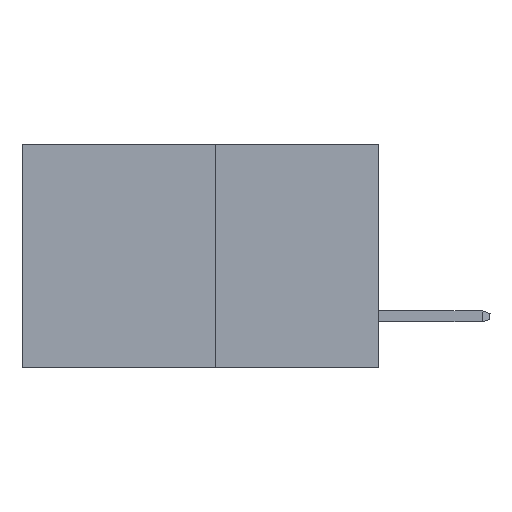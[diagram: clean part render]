
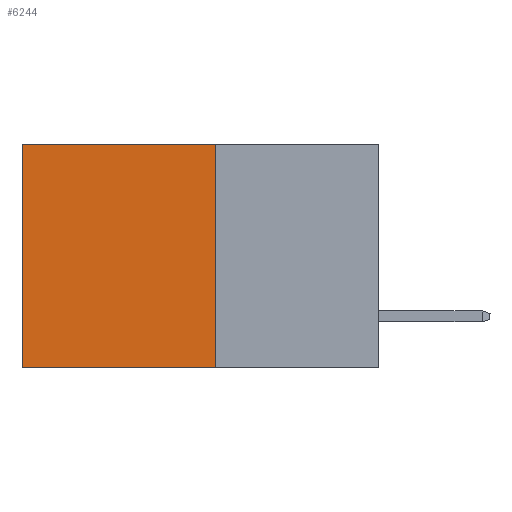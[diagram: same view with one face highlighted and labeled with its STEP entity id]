
A CAD part, left-side view. The second image highlights one B-rep face of the part: STEP entity #6244.
In plain terms, the highlighted planar face has unit normal (-1, 0, 0).
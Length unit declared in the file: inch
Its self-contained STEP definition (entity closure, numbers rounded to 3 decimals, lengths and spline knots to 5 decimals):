
#1339 = VECTOR ( 'NONE', #9773, 39.37008 ) ;
#1441 = CARTESIAN_POINT ( 'NONE',  ( 0.277, 0.27, -0.37 ) ) ;
#1447 = FACE_OUTER_BOUND ( 'NONE', #14547, .T. ) ;
#1926 = ORIENTED_EDGE ( 'NONE', *, *, #7638, .T. ) ;
#2449 = VECTOR ( 'NONE', #15331, 39.37008 ) ;
#2534 = VERTEX_POINT ( 'NONE', #11515 ) ;
#3130 = LINE ( 'NONE', #15634, #13705 ) ;
#4575 = CARTESIAN_POINT ( 'NONE',  ( 0.277, 0.27, -0.37 ) ) ;
#5080 = AXIS2_PLACEMENT_3D ( 'NONE', #8216, #5675, #14970 ) ;
#5475 = VERTEX_POINT ( 'NONE', #13417 ) ;
#5675 = DIRECTION ( 'NONE',  ( 1., 0., 0. ) ) ;
#5990 = ORIENTED_EDGE ( 'NONE', *, *, #17150, .F. ) ;
#6244 = ADVANCED_FACE ( 'NONE', ( #1447 ), #13641, .F. ) ;
#7610 = DIRECTION ( 'NONE',  ( 0., 0., -1. ) ) ;
#7638 = EDGE_CURVE ( 'NONE', #5475, #8785, #12992, .T. ) ;
#8015 = EDGE_CURVE ( 'NONE', #13539, #2534, #13838, .T. ) ;
#8057 = ORIENTED_EDGE ( 'NONE', *, *, #8015, .F. ) ;
#8216 = CARTESIAN_POINT ( 'NONE',  ( 0.277, 0.27, -0.37 ) ) ;
#8785 = VERTEX_POINT ( 'NONE', #13672 ) ;
#9773 = DIRECTION ( 'NONE',  ( 0., 0., -1. ) ) ;
#10226 = VECTOR ( 'NONE', #14598, 39.37008 ) ;
#11515 = CARTESIAN_POINT ( 'NONE',  ( 0.277, 0.59, -0.37 ) ) ;
#11876 = LINE ( 'NONE', #4575, #1339 ) ;
#12992 = LINE ( 'NONE', #13978, #2449 ) ;
#13417 = CARTESIAN_POINT ( 'NONE',  ( 0.277, 0.27, 0. ) ) ;
#13539 = VERTEX_POINT ( 'NONE', #16333 ) ;
#13641 = PLANE ( 'NONE',  #5080 ) ;
#13672 = CARTESIAN_POINT ( 'NONE',  ( 0.277, 0.59, 0. ) ) ;
#13705 = VECTOR ( 'NONE', #7610, 39.37008 ) ;
#13838 = LINE ( 'NONE', #1441, #10226 ) ;
#13852 = EDGE_CURVE ( 'NONE', #8785, #2534, #3130, .T. ) ;
#13978 = CARTESIAN_POINT ( 'NONE',  ( 0.277, 0.27, 0. ) ) ;
#14298 = ORIENTED_EDGE ( 'NONE', *, *, #13852, .T. ) ;
#14547 = EDGE_LOOP ( 'NONE', ( #14298, #8057, #5990, #1926 ) ) ;
#14598 = DIRECTION ( 'NONE',  ( 0., 1., 0. ) ) ;
#14970 = DIRECTION ( 'NONE',  ( 0., 0., -1. ) ) ;
#15331 = DIRECTION ( 'NONE',  ( 0., 1., 0. ) ) ;
#15634 = CARTESIAN_POINT ( 'NONE',  ( 0.277, 0.59, -0.37 ) ) ;
#16333 = CARTESIAN_POINT ( 'NONE',  ( 0.277, 0.27, -0.37 ) ) ;
#17150 = EDGE_CURVE ( 'NONE', #5475, #13539, #11876, .T. ) ;
